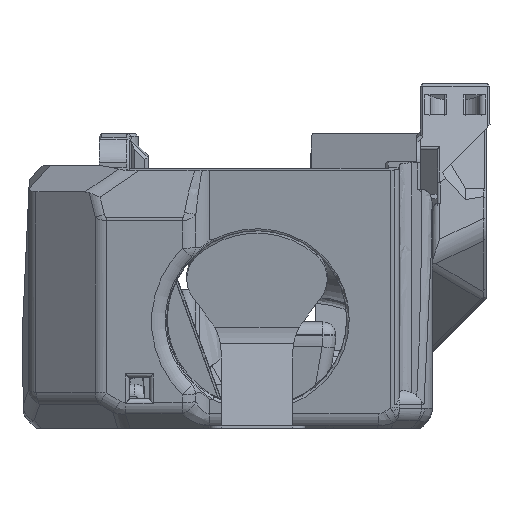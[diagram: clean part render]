
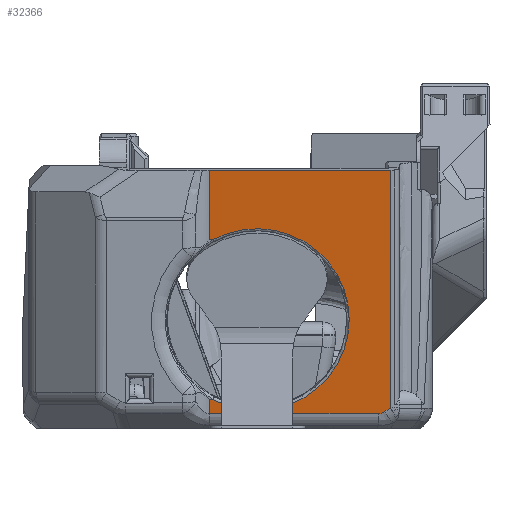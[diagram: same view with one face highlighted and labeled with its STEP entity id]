
A CAD part, left-side view. The second image highlights one B-rep face of the part: STEP entity #32366.
In plain terms, the highlighted planar face has unit normal (-0.985, 0, -0.174).
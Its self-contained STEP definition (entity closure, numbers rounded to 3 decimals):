
#975=CIRCLE('',#34277,14.4);
#1824=ELLIPSE('',#34892,3.203,2.);
#2785=LINE('',#52619,#5655);
#2802=LINE('',#52678,#5672);
#3104=LINE('',#54543,#5974);
#3105=LINE('',#54545,#5975);
#3106=LINE('',#54549,#5976);
#3107=LINE('',#54551,#5977);
#5655=VECTOR('',#39111,1000.);
#5672=VECTOR('',#39148,1000.);
#5974=VECTOR('',#39910,1000.);
#5975=VECTOR('',#39911,1000.);
#5976=VECTOR('',#39914,1000.);
#5977=VECTOR('',#39915,1000.);
#8091=PLANE('',#34891);
#12354=ORIENTED_EDGE('',*,*,#20715,.F.);
#12355=ORIENTED_EDGE('',*,*,#19738,.T.);
#12356=ORIENTED_EDGE('',*,*,#20837,.T.);
#12357=ORIENTED_EDGE('',*,*,#20838,.F.);
#12358=ORIENTED_EDGE('',*,*,#20839,.T.);
#12359=ORIENTED_EDGE('',*,*,#20840,.T.);
#12360=ORIENTED_EDGE('',*,*,#20841,.F.);
#12361=ORIENTED_EDGE('',*,*,#20842,.T.);
#12362=ORIENTED_EDGE('',*,*,#20333,.F.);
#12363=ORIENTED_EDGE('',*,*,#20357,.F.);
#19738=EDGE_CURVE('',#24431,#24430,#975,.T.);
#20333=EDGE_CURVE('',#24825,#24826,#2785,.T.);
#20357=EDGE_CURVE('',#24842,#24825,#2802,.T.);
#20715=EDGE_CURVE('',#24431,#24842,#27270,.F.);
#20837=EDGE_CURVE('',#24430,#25179,#27281,.T.);
#20838=EDGE_CURVE('',#25180,#25179,#3104,.T.);
#20839=EDGE_CURVE('',#25180,#25181,#3105,.T.);
#20840=EDGE_CURVE('',#25181,#25182,#1824,.T.);
#20841=EDGE_CURVE('',#25183,#25182,#3106,.T.);
#20842=EDGE_CURVE('',#25183,#24826,#3107,.T.);
#24430=VERTEX_POINT('',#50090);
#24431=VERTEX_POINT('',#50092);
#24825=VERTEX_POINT('',#52618);
#24826=VERTEX_POINT('',#52620);
#24842=VERTEX_POINT('',#52677);
#25179=VERTEX_POINT('',#54542);
#25180=VERTEX_POINT('',#54544);
#25181=VERTEX_POINT('',#54546);
#25182=VERTEX_POINT('',#54548);
#25183=VERTEX_POINT('',#54550);
#27270=B_SPLINE_CURVE_WITH_KNOTS('',3,(#54262,#54263,#54264,#54265),
 .UNSPECIFIED.,.F.,.F.,(4,4),(0.,0.382),.UNSPECIFIED.);
#27281=B_SPLINE_CURVE_WITH_KNOTS('',3,(#54538,#54539,#54540,#54541),
 .UNSPECIFIED.,.F.,.F.,(4,4),(0.618,1.),.UNSPECIFIED.);
#28361=EDGE_LOOP('',(#12354,#12355,#12356,#12357,#12358,#12359,#12360,#12361,
#12362,#12363));
#30364=FACE_BOUND('',#28361,.T.);
#32366=ADVANCED_FACE('',(#30364),#8091,.F.);
#34277=AXIS2_PLACEMENT_3D('',#50091,#38117,#38118);
#34891=AXIS2_PLACEMENT_3D('',#54537,#39908,#39909);
#34892=AXIS2_PLACEMENT_3D('',#54547,#39912,#39913);
#38117=DIRECTION('',(0.985,0.,0.174));
#38118=DIRECTION('',(0.174,0.,-0.985));
#39111=DIRECTION('',(0.,-1.,0.));
#39148=DIRECTION('',(-0.174,0.,0.985));
#39908=DIRECTION('',(0.985,0.,0.174));
#39909=DIRECTION('',(-0.174,0.,0.985));
#39910=DIRECTION('',(-0.174,0.,0.985));
#39911=DIRECTION('',(0.,-1.,0.));
#39912=DIRECTION('',(-0.985,0.,-0.174));
#39913=DIRECTION('',(-0.165,-0.304,0.938));
#39914=DIRECTION('',(0.097,0.829,-0.551));
#39915=DIRECTION('',(-0.174,0.,0.985));
#50090=CARTESIAN_POINT('',(-28.264,11.767,4.533));
#50091=CARTESIAN_POINT('',(-30.458,4.853,16.973));
#50092=CARTESIAN_POINT('',(-32.651,11.767,29.413));
#52618=CARTESIAN_POINT('',(-34.572,12.27,40.304));
#52619=CARTESIAN_POINT('',(-34.572,24.853,40.304));
#52620=CARTESIAN_POINT('',(-34.572,-16.002,40.304));
#52677=CARTESIAN_POINT('',(-32.66,12.27,29.463));
#52678=CARTESIAN_POINT('',(-31.185,12.27,21.099));
#54262=CARTESIAN_POINT('',(-32.66,12.27,29.463));
#54263=CARTESIAN_POINT('',(-32.657,12.102,29.442));
#54264=CARTESIAN_POINT('',(-32.654,11.935,29.425));
#54265=CARTESIAN_POINT('',(-32.651,11.767,29.413));
#54537=CARTESIAN_POINT('',(-31.185,24.853,21.099));
#54538=CARTESIAN_POINT('',(-28.264,11.767,4.533));
#54539=CARTESIAN_POINT('',(-28.262,11.935,4.52));
#54540=CARTESIAN_POINT('',(-28.259,12.102,4.503));
#54541=CARTESIAN_POINT('',(-28.255,12.27,4.482));
#54542=CARTESIAN_POINT('',(-28.255,12.27,4.482));
#54543=CARTESIAN_POINT('',(-31.185,12.27,21.099));
#54544=CARTESIAN_POINT('',(-27.864,12.27,2.262));
#54545=CARTESIAN_POINT('',(-27.864,-14.655,2.262));
#54546=CARTESIAN_POINT('',(-27.864,-14.07,2.262));
#54547=CARTESIAN_POINT('',(-28.404,-14.652,5.326));
#54548=CARTESIAN_POINT('',(-27.923,-15.07,2.597));
#54549=CARTESIAN_POINT('',(-27.821,-14.199,2.018));
#54550=CARTESIAN_POINT('',(-28.032,-16.002,3.216));
#54551=CARTESIAN_POINT('',(-7.663,-16.002,-112.301));
